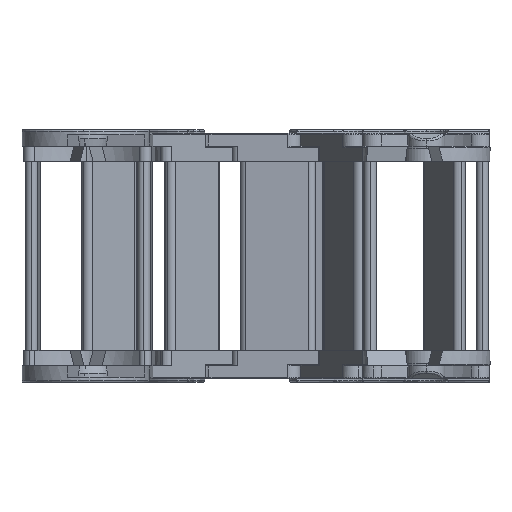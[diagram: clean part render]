
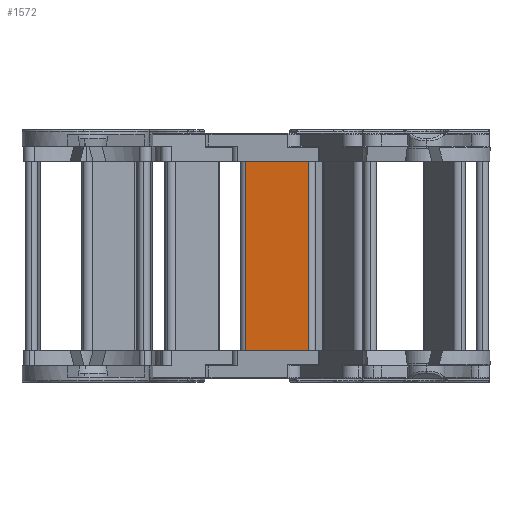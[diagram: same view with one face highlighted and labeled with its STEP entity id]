
A CAD part, left-side view. The second image highlights one B-rep face of the part: STEP entity #1572.
In plain terms, the highlighted face is planar.
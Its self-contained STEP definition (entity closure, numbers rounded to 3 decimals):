
#270 = DIRECTION ( 'NONE',  ( -1., 0., 0. ) ) ;
#403 = CARTESIAN_POINT ( 'NONE',  ( -6.7, 9.9, 12.9 ) ) ;
#891 = CARTESIAN_POINT ( 'NONE',  ( 3.3, 9.9, -17.1 ) ) ;
#906 = PLANE ( 'NONE',  #3743 ) ;
#1259 = DIRECTION ( 'NONE',  ( 0., 0., 1. ) ) ;
#1302 = DIRECTION ( 'NONE',  ( 0., 1., 0. ) ) ;
#1374 = EDGE_CURVE ( 'NONE', #2374, #5725, #3816, .T. ) ;
#1409 = LINE ( 'NONE', #3598, #5746 ) ;
#1572 = ADVANCED_FACE ( 'NONE', ( #4171 ), #906, .T. ) ;
#1601 = VERTEX_POINT ( 'NONE', #891 ) ;
#1842 = VECTOR ( 'NONE', #5714, 1000. ) ;
#2037 = EDGE_CURVE ( 'NONE', #5725, #1601, #4756, .T. ) ;
#2222 = DIRECTION ( 'NONE',  ( 0., 0., -1. ) ) ;
#2237 = EDGE_LOOP ( 'NONE', ( #4284, #4109, #5503, #5750 ) ) ;
#2301 = CARTESIAN_POINT ( 'NONE',  ( 0., 9.9, 0. ) ) ;
#2374 = VERTEX_POINT ( 'NONE', #403 ) ;
#2432 = CARTESIAN_POINT ( 'NONE',  ( -7.7, 9.9, 12.9 ) ) ;
#3063 = EDGE_CURVE ( 'NONE', #4267, #2374, #1409, .T. ) ;
#3132 = CARTESIAN_POINT ( 'NONE',  ( 3.3, 9.9, 0. ) ) ;
#3316 = VECTOR ( 'NONE', #270, 1000. ) ;
#3370 = VECTOR ( 'NONE', #2222, 1000. ) ;
#3404 = CARTESIAN_POINT ( 'NONE',  ( -7.7, 9.9, -17.1 ) ) ;
#3598 = CARTESIAN_POINT ( 'NONE',  ( -6.7, 9.9, 0. ) ) ;
#3743 = AXIS2_PLACEMENT_3D ( 'NONE', #2301, #1302, #4562 ) ;
#3816 = LINE ( 'NONE', #2432, #1842 ) ;
#4109 = ORIENTED_EDGE ( 'NONE', *, *, #1374, .T. ) ;
#4171 = FACE_OUTER_BOUND ( 'NONE', #2237, .T. ) ;
#4249 = EDGE_CURVE ( 'NONE', #1601, #4267, #5932, .T. ) ;
#4267 = VERTEX_POINT ( 'NONE', #4345 ) ;
#4284 = ORIENTED_EDGE ( 'NONE', *, *, #3063, .T. ) ;
#4345 = CARTESIAN_POINT ( 'NONE',  ( -6.7, 9.9, -17.1 ) ) ;
#4562 = DIRECTION ( 'NONE',  ( 0., 0., 1. ) ) ;
#4756 = LINE ( 'NONE', #3132, #3370 ) ;
#5503 = ORIENTED_EDGE ( 'NONE', *, *, #2037, .T. ) ;
#5559 = CARTESIAN_POINT ( 'NONE',  ( 3.3, 9.9, 12.9 ) ) ;
#5714 = DIRECTION ( 'NONE',  ( 1., 0., 0. ) ) ;
#5725 = VERTEX_POINT ( 'NONE', #5559 ) ;
#5746 = VECTOR ( 'NONE', #1259, 1000. ) ;
#5750 = ORIENTED_EDGE ( 'NONE', *, *, #4249, .T. ) ;
#5932 = LINE ( 'NONE', #3404, #3316 ) ;
